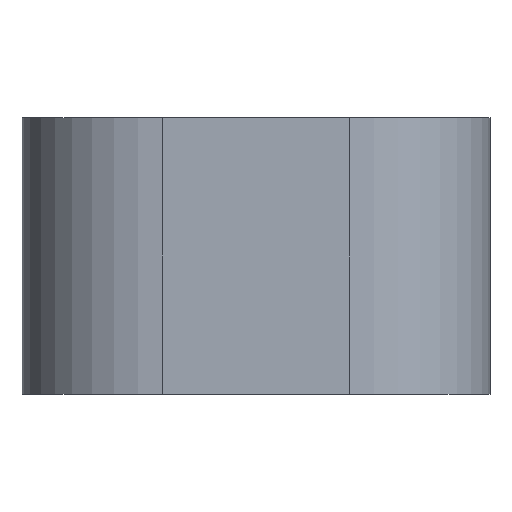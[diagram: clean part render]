
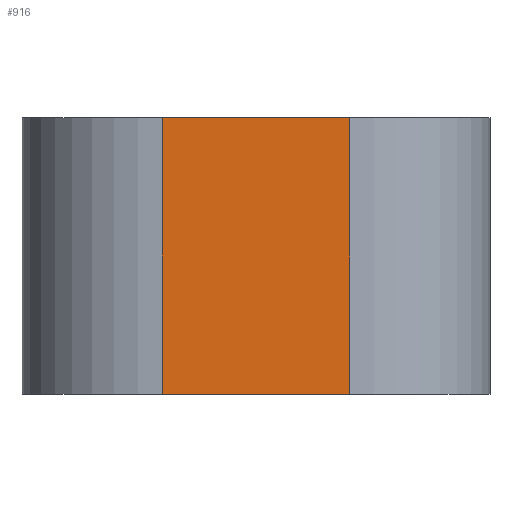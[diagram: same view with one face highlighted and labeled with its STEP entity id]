
A CAD part, front view. The second image highlights one B-rep face of the part: STEP entity #916.
In plain terms, the highlighted planar face has unit normal (0, -1, 0).
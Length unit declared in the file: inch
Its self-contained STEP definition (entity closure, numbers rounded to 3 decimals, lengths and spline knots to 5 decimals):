
#46 = PLANE('',#47);
#47 = AXIS2_PLACEMENT_3D('',#48,#49,#50);
#48 = CARTESIAN_POINT('',(-0.19685,0.3937,0.14567)
  );
#49 = DIRECTION('',(0.,0.,1.));
#50 = DIRECTION('',(1.,0.,0.));
#128 = VERTEX_POINT('',#129);
#129 = CARTESIAN_POINT('',(-0.07874,-0.3937,
    0.14567));
#144 = CYLINDRICAL_SURFACE('',#145,0.11811);
#145 = AXIS2_PLACEMENT_3D('',#146,#147,#148);
#146 = CARTESIAN_POINT('',(-0.07874,-0.27559,
    -0.08661));
#147 = DIRECTION('',(0.,0.,1.));
#148 = DIRECTION('',(-1.,0.,0.));
#156 = EDGE_CURVE('',#157,#128,#159,.T.);
#157 = VERTEX_POINT('',#158);
#158 = CARTESIAN_POINT('',(0.07874,-0.3937,
    0.14567));
#159 = SURFACE_CURVE('',#160,(#164,#171),.PCURVE_S1.);
#160 = LINE('',#161,#162);
#161 = CARTESIAN_POINT('',(0.19685,-0.3937,0.14567
    ));
#162 = VECTOR('',#163,0.03937);
#163 = DIRECTION('',(-1.,0.,0.));
#164 = PCURVE('',#46,#165);
#165 = DEFINITIONAL_REPRESENTATION('',(#166),#170);
#166 = LINE('',#167,#168);
#167 = CARTESIAN_POINT('',(0.394,-0.787));
#168 = VECTOR('',#169,1.);
#169 = DIRECTION('',(-1.,0.));
#170 = ( GEOMETRIC_REPRESENTATION_CONTEXT(2) 
PARAMETRIC_REPRESENTATION_CONTEXT() REPRESENTATION_CONTEXT('2D SPACE',''
  ) );
#171 = PCURVE('',#172,#177);
#172 = PLANE('',#173);
#173 = AXIS2_PLACEMENT_3D('',#174,#175,#176);
#174 = CARTESIAN_POINT('',(0.19685,-0.3937,
    -0.08661));
#175 = DIRECTION('',(0.,1.,0.));
#176 = DIRECTION('',(0.,0.,1.));
#177 = DEFINITIONAL_REPRESENTATION('',(#178),#182);
#178 = LINE('',#179,#180);
#179 = CARTESIAN_POINT('',(0.232,0.));
#180 = VECTOR('',#181,1.);
#181 = DIRECTION('',(0.,-1.));
#182 = ( GEOMETRIC_REPRESENTATION_CONTEXT(2) 
PARAMETRIC_REPRESENTATION_CONTEXT() REPRESENTATION_CONTEXT('2D SPACE',''
  ) );
#205 = CYLINDRICAL_SURFACE('',#206,0.11811);
#206 = AXIS2_PLACEMENT_3D('',#207,#208,#209);
#207 = CARTESIAN_POINT('',(0.07874,-0.27559,
    -0.08661));
#208 = DIRECTION('',(0.,0.,1.));
#209 = DIRECTION('',(1.,0.,-0.));
#578 = PLANE('',#579);
#579 = AXIS2_PLACEMENT_3D('',#580,#581,#582);
#580 = CARTESIAN_POINT('',(-0.19685,-0.3937,
    -0.08661));
#581 = DIRECTION('',(0.,0.,-1.));
#582 = DIRECTION('',(-1.,0.,0.));
#817 = VERTEX_POINT('',#818);
#818 = CARTESIAN_POINT('',(-0.07874,-0.3937,
    -0.08661));
#844 = EDGE_CURVE('',#817,#128,#845,.T.);
#845 = SURFACE_CURVE('',#846,(#850,#857),.PCURVE_S1.);
#846 = LINE('',#847,#848);
#847 = CARTESIAN_POINT('',(-0.07874,-0.3937,
    -0.08661));
#848 = VECTOR('',#849,0.03937);
#849 = DIRECTION('',(0.,0.,1.));
#850 = PCURVE('',#144,#851);
#851 = DEFINITIONAL_REPRESENTATION('',(#852),#856);
#852 = LINE('',#853,#854);
#853 = CARTESIAN_POINT('',(1.571,0.));
#854 = VECTOR('',#855,1.);
#855 = DIRECTION('',(0.,1.));
#856 = ( GEOMETRIC_REPRESENTATION_CONTEXT(2) 
PARAMETRIC_REPRESENTATION_CONTEXT() REPRESENTATION_CONTEXT('2D SPACE',''
  ) );
#857 = PCURVE('',#172,#858);
#858 = DEFINITIONAL_REPRESENTATION('',(#859),#863);
#859 = LINE('',#860,#861);
#860 = CARTESIAN_POINT('',(0.,-0.276));
#861 = VECTOR('',#862,1.);
#862 = DIRECTION('',(1.,0.));
#863 = ( GEOMETRIC_REPRESENTATION_CONTEXT(2) 
PARAMETRIC_REPRESENTATION_CONTEXT() REPRESENTATION_CONTEXT('2D SPACE',''
  ) );
#871 = VERTEX_POINT('',#872);
#872 = CARTESIAN_POINT('',(0.07874,-0.3937,
    -0.08661));
#894 = EDGE_CURVE('',#871,#157,#895,.T.);
#895 = SURFACE_CURVE('',#896,(#900,#907),.PCURVE_S1.);
#896 = LINE('',#897,#898);
#897 = CARTESIAN_POINT('',(0.07874,-0.3937,
    -0.08661));
#898 = VECTOR('',#899,0.03937);
#899 = DIRECTION('',(0.,0.,1.));
#900 = PCURVE('',#205,#901);
#901 = DEFINITIONAL_REPRESENTATION('',(#902),#906);
#902 = LINE('',#903,#904);
#903 = CARTESIAN_POINT('',(-1.571,0.));
#904 = VECTOR('',#905,1.);
#905 = DIRECTION('',(-0.,1.));
#906 = ( GEOMETRIC_REPRESENTATION_CONTEXT(2) 
PARAMETRIC_REPRESENTATION_CONTEXT() REPRESENTATION_CONTEXT('2D SPACE',''
  ) );
#907 = PCURVE('',#172,#908);
#908 = DEFINITIONAL_REPRESENTATION('',(#909),#913);
#909 = LINE('',#910,#911);
#910 = CARTESIAN_POINT('',(0.,-0.118));
#911 = VECTOR('',#912,1.);
#912 = DIRECTION('',(1.,0.));
#913 = ( GEOMETRIC_REPRESENTATION_CONTEXT(2) 
PARAMETRIC_REPRESENTATION_CONTEXT() REPRESENTATION_CONTEXT('2D SPACE',''
  ) );
#916 = ADVANCED_FACE('',(#917),#172,.F.);
#917 = FACE_BOUND('',#918,.F.);
#918 = EDGE_LOOP('',(#919,#920,#921,#942));
#919 = ORIENTED_EDGE('',*,*,#156,.F.);
#920 = ORIENTED_EDGE('',*,*,#894,.F.);
#921 = ORIENTED_EDGE('',*,*,#922,.F.);
#922 = EDGE_CURVE('',#817,#871,#923,.T.);
#923 = SURFACE_CURVE('',#924,(#928,#935),.PCURVE_S1.);
#924 = LINE('',#925,#926);
#925 = CARTESIAN_POINT('',(-0.19685,-0.3937,
    -0.08661));
#926 = VECTOR('',#927,0.03937);
#927 = DIRECTION('',(1.,0.,0.));
#928 = PCURVE('',#172,#929);
#929 = DEFINITIONAL_REPRESENTATION('',(#930),#934);
#930 = LINE('',#931,#932);
#931 = CARTESIAN_POINT('',(0.,-0.394));
#932 = VECTOR('',#933,1.);
#933 = DIRECTION('',(0.,1.));
#934 = ( GEOMETRIC_REPRESENTATION_CONTEXT(2) 
PARAMETRIC_REPRESENTATION_CONTEXT() REPRESENTATION_CONTEXT('2D SPACE',''
  ) );
#935 = PCURVE('',#578,#936);
#936 = DEFINITIONAL_REPRESENTATION('',(#937),#941);
#937 = LINE('',#938,#939);
#938 = CARTESIAN_POINT('',(0.,0.));
#939 = VECTOR('',#940,1.);
#940 = DIRECTION('',(-1.,0.));
#941 = ( GEOMETRIC_REPRESENTATION_CONTEXT(2) 
PARAMETRIC_REPRESENTATION_CONTEXT() REPRESENTATION_CONTEXT('2D SPACE',''
  ) );
#942 = ORIENTED_EDGE('',*,*,#844,.T.);
